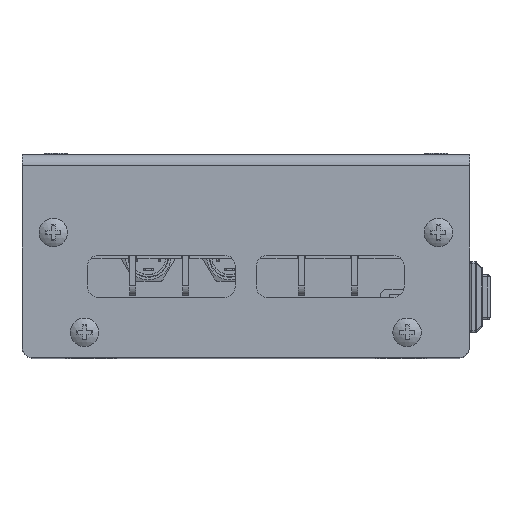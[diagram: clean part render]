
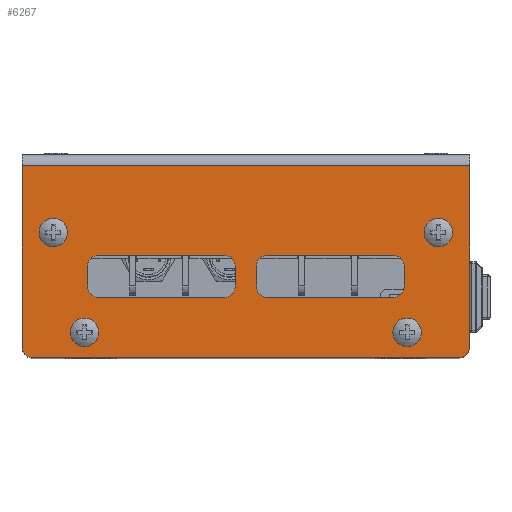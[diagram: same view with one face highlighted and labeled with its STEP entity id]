
A CAD part, top view. The second image highlights one B-rep face of the part: STEP entity #6267.
In plain terms, the highlighted planar face has unit normal (0, 0, 1).
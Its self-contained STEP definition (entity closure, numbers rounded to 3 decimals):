
#6175 = EDGE_CURVE('',#6176,#6178,#6180,.T.);
#6176 = VERTEX_POINT('',#6177);
#6177 = CARTESIAN_POINT('',(-44.,37.7,54.));
#6178 = VERTEX_POINT('',#6179);
#6179 = CARTESIAN_POINT('',(44.,37.7,54.));
#6180 = LINE('',#6181,#6182);
#6181 = CARTESIAN_POINT('',(-44.,37.7,54.));
#6182 = VECTOR('',#6183,1.);
#6183 = DIRECTION('',(1.,0.,0.));
#6240 = EDGE_CURVE('',#6241,#6176,#6243,.T.);
#6241 = VERTEX_POINT('',#6242);
#6242 = CARTESIAN_POINT('',(-44.,2.3,54.));
#6243 = LINE('',#6244,#6245);
#6244 = CARTESIAN_POINT('',(-44.,2.3,54.));
#6245 = VECTOR('',#6246,1.);
#6246 = DIRECTION('',(0.,1.,0.));
#6267 = ADVANCED_FACE('',(#6268,#6304,#6374,#6444,#6464,#6484,#6504),
  #6524,.T.);
#6268 = FACE_BOUND('',#6269,.F.);
#6269 = EDGE_LOOP('',(#6270,#6279,#6280,#6281,#6289,#6298));
#6270 = ORIENTED_EDGE('',*,*,#6271,.F.);
#6271 = EDGE_CURVE('',#6241,#6272,#6274,.T.);
#6272 = VERTEX_POINT('',#6273);
#6273 = CARTESIAN_POINT('',(-41.7,0.,54.));
#6274 = CIRCLE('',#6275,2.3);
#6275 = AXIS2_PLACEMENT_3D('',#6276,#6277,#6278);
#6276 = CARTESIAN_POINT('',(-41.7,2.3,54.));
#6277 = DIRECTION('',(0.,0.,1.));
#6278 = DIRECTION('',(-1.,0.,0.));
#6279 = ORIENTED_EDGE('',*,*,#6240,.T.);
#6280 = ORIENTED_EDGE('',*,*,#6175,.T.);
#6281 = ORIENTED_EDGE('',*,*,#6282,.F.);
#6282 = EDGE_CURVE('',#6283,#6178,#6285,.T.);
#6283 = VERTEX_POINT('',#6284);
#6284 = CARTESIAN_POINT('',(44.,2.3,54.));
#6285 = LINE('',#6286,#6287);
#6286 = CARTESIAN_POINT('',(44.,2.3,54.));
#6287 = VECTOR('',#6288,1.);
#6288 = DIRECTION('',(0.,1.,0.));
#6289 = ORIENTED_EDGE('',*,*,#6290,.F.);
#6290 = EDGE_CURVE('',#6291,#6283,#6293,.T.);
#6291 = VERTEX_POINT('',#6292);
#6292 = CARTESIAN_POINT('',(41.7,0.,54.));
#6293 = CIRCLE('',#6294,2.3);
#6294 = AXIS2_PLACEMENT_3D('',#6295,#6296,#6297);
#6295 = CARTESIAN_POINT('',(41.7,2.3,54.));
#6296 = DIRECTION('',(-0.,0.,1.));
#6297 = DIRECTION('',(0.,-1.,0.));
#6298 = ORIENTED_EDGE('',*,*,#6299,.T.);
#6299 = EDGE_CURVE('',#6291,#6272,#6300,.T.);
#6300 = LINE('',#6301,#6302);
#6301 = CARTESIAN_POINT('',(41.7,0.,54.));
#6302 = VECTOR('',#6303,1.);
#6303 = DIRECTION('',(-1.,0.,0.));
#6304 = FACE_BOUND('',#6305,.F.);
#6305 = EDGE_LOOP('',(#6306,#6316,#6325,#6333,#6342,#6350,#6359,#6367));
#6306 = ORIENTED_EDGE('',*,*,#6307,.T.);
#6307 = EDGE_CURVE('',#6308,#6310,#6312,.T.);
#6308 = VERTEX_POINT('',#6309);
#6309 = CARTESIAN_POINT('',(-4.1,20.1,54.));
#6310 = VERTEX_POINT('',#6311);
#6311 = CARTESIAN_POINT('',(-29.1,20.1,54.));
#6312 = LINE('',#6313,#6314);
#6313 = CARTESIAN_POINT('',(-4.1,20.1,54.));
#6314 = VECTOR('',#6315,1.);
#6315 = DIRECTION('',(-1.,0.,0.));
#6316 = ORIENTED_EDGE('',*,*,#6317,.F.);
#6317 = EDGE_CURVE('',#6318,#6310,#6320,.T.);
#6318 = VERTEX_POINT('',#6319);
#6319 = CARTESIAN_POINT('',(-31.1,18.1,54.));
#6320 = CIRCLE('',#6321,2.);
#6321 = AXIS2_PLACEMENT_3D('',#6322,#6323,#6324);
#6322 = CARTESIAN_POINT('',(-29.1,18.1,54.));
#6323 = DIRECTION('',(0.,0.,-1.));
#6324 = DIRECTION('',(-1.,0.,0.));
#6325 = ORIENTED_EDGE('',*,*,#6326,.T.);
#6326 = EDGE_CURVE('',#6318,#6327,#6329,.T.);
#6327 = VERTEX_POINT('',#6328);
#6328 = CARTESIAN_POINT('',(-31.1,13.9,54.));
#6329 = LINE('',#6330,#6331);
#6330 = CARTESIAN_POINT('',(-31.1,18.1,54.));
#6331 = VECTOR('',#6332,1.);
#6332 = DIRECTION('',(0.,-1.,0.));
#6333 = ORIENTED_EDGE('',*,*,#6334,.F.);
#6334 = EDGE_CURVE('',#6335,#6327,#6337,.T.);
#6335 = VERTEX_POINT('',#6336);
#6336 = CARTESIAN_POINT('',(-29.1,11.9,54.));
#6337 = CIRCLE('',#6338,2.);
#6338 = AXIS2_PLACEMENT_3D('',#6339,#6340,#6341);
#6339 = CARTESIAN_POINT('',(-29.1,13.9,54.));
#6340 = DIRECTION('',(0.,0.,-1.));
#6341 = DIRECTION('',(0.,-1.,0.));
#6342 = ORIENTED_EDGE('',*,*,#6343,.T.);
#6343 = EDGE_CURVE('',#6335,#6344,#6346,.T.);
#6344 = VERTEX_POINT('',#6345);
#6345 = CARTESIAN_POINT('',(-4.1,11.9,54.));
#6346 = LINE('',#6347,#6348);
#6347 = CARTESIAN_POINT('',(-29.1,11.9,54.));
#6348 = VECTOR('',#6349,1.);
#6349 = DIRECTION('',(1.,0.,0.));
#6350 = ORIENTED_EDGE('',*,*,#6351,.F.);
#6351 = EDGE_CURVE('',#6352,#6344,#6354,.T.);
#6352 = VERTEX_POINT('',#6353);
#6353 = CARTESIAN_POINT('',(-2.1,13.9,54.));
#6354 = CIRCLE('',#6355,2.);
#6355 = AXIS2_PLACEMENT_3D('',#6356,#6357,#6358);
#6356 = CARTESIAN_POINT('',(-4.1,13.9,54.));
#6357 = DIRECTION('',(0.,0.,-1.));
#6358 = DIRECTION('',(1.,0.,0.));
#6359 = ORIENTED_EDGE('',*,*,#6360,.T.);
#6360 = EDGE_CURVE('',#6352,#6361,#6363,.T.);
#6361 = VERTEX_POINT('',#6362);
#6362 = CARTESIAN_POINT('',(-2.1,18.1,54.));
#6363 = LINE('',#6364,#6365);
#6364 = CARTESIAN_POINT('',(-2.1,13.9,54.));
#6365 = VECTOR('',#6366,1.);
#6366 = DIRECTION('',(0.,1.,0.));
#6367 = ORIENTED_EDGE('',*,*,#6368,.F.);
#6368 = EDGE_CURVE('',#6308,#6361,#6369,.T.);
#6369 = CIRCLE('',#6370,2.);
#6370 = AXIS2_PLACEMENT_3D('',#6371,#6372,#6373);
#6371 = CARTESIAN_POINT('',(-4.1,18.1,54.));
#6372 = DIRECTION('',(0.,0.,-1.));
#6373 = DIRECTION('',(0.,1.,0.));
#6374 = FACE_BOUND('',#6375,.F.);
#6375 = EDGE_LOOP('',(#6376,#6386,#6395,#6403,#6412,#6420,#6429,#6437));
#6376 = ORIENTED_EDGE('',*,*,#6377,.T.);
#6377 = EDGE_CURVE('',#6378,#6380,#6382,.T.);
#6378 = VERTEX_POINT('',#6379);
#6379 = CARTESIAN_POINT('',(31.1,13.9,54.));
#6380 = VERTEX_POINT('',#6381);
#6381 = CARTESIAN_POINT('',(31.1,18.1,54.));
#6382 = LINE('',#6383,#6384);
#6383 = CARTESIAN_POINT('',(31.1,13.9,54.));
#6384 = VECTOR('',#6385,1.);
#6385 = DIRECTION('',(0.,1.,0.));
#6386 = ORIENTED_EDGE('',*,*,#6387,.F.);
#6387 = EDGE_CURVE('',#6388,#6380,#6390,.T.);
#6388 = VERTEX_POINT('',#6389);
#6389 = CARTESIAN_POINT('',(29.1,20.1,54.));
#6390 = CIRCLE('',#6391,2.);
#6391 = AXIS2_PLACEMENT_3D('',#6392,#6393,#6394);
#6392 = CARTESIAN_POINT('',(29.1,18.1,54.));
#6393 = DIRECTION('',(0.,0.,-1.));
#6394 = DIRECTION('',(0.,1.,0.));
#6395 = ORIENTED_EDGE('',*,*,#6396,.T.);
#6396 = EDGE_CURVE('',#6388,#6397,#6399,.T.);
#6397 = VERTEX_POINT('',#6398);
#6398 = CARTESIAN_POINT('',(4.1,20.1,54.));
#6399 = LINE('',#6400,#6401);
#6400 = CARTESIAN_POINT('',(29.1,20.1,54.));
#6401 = VECTOR('',#6402,1.);
#6402 = DIRECTION('',(-1.,0.,0.));
#6403 = ORIENTED_EDGE('',*,*,#6404,.F.);
#6404 = EDGE_CURVE('',#6405,#6397,#6407,.T.);
#6405 = VERTEX_POINT('',#6406);
#6406 = CARTESIAN_POINT('',(2.1,18.1,54.));
#6407 = CIRCLE('',#6408,2.);
#6408 = AXIS2_PLACEMENT_3D('',#6409,#6410,#6411);
#6409 = CARTESIAN_POINT('',(4.1,18.1,54.));
#6410 = DIRECTION('',(0.,0.,-1.));
#6411 = DIRECTION('',(-1.,0.,0.));
#6412 = ORIENTED_EDGE('',*,*,#6413,.T.);
#6413 = EDGE_CURVE('',#6405,#6414,#6416,.T.);
#6414 = VERTEX_POINT('',#6415);
#6415 = CARTESIAN_POINT('',(2.1,13.9,54.));
#6416 = LINE('',#6417,#6418);
#6417 = CARTESIAN_POINT('',(2.1,18.1,54.));
#6418 = VECTOR('',#6419,1.);
#6419 = DIRECTION('',(0.,-1.,0.));
#6420 = ORIENTED_EDGE('',*,*,#6421,.F.);
#6421 = EDGE_CURVE('',#6422,#6414,#6424,.T.);
#6422 = VERTEX_POINT('',#6423);
#6423 = CARTESIAN_POINT('',(4.1,11.9,54.));
#6424 = CIRCLE('',#6425,2.);
#6425 = AXIS2_PLACEMENT_3D('',#6426,#6427,#6428);
#6426 = CARTESIAN_POINT('',(4.1,13.9,54.));
#6427 = DIRECTION('',(0.,0.,-1.));
#6428 = DIRECTION('',(0.,-1.,0.));
#6429 = ORIENTED_EDGE('',*,*,#6430,.T.);
#6430 = EDGE_CURVE('',#6422,#6431,#6433,.T.);
#6431 = VERTEX_POINT('',#6432);
#6432 = CARTESIAN_POINT('',(29.1,11.9,54.));
#6433 = LINE('',#6434,#6435);
#6434 = CARTESIAN_POINT('',(4.1,11.9,54.));
#6435 = VECTOR('',#6436,1.);
#6436 = DIRECTION('',(1.,0.,0.));
#6437 = ORIENTED_EDGE('',*,*,#6438,.F.);
#6438 = EDGE_CURVE('',#6378,#6431,#6439,.T.);
#6439 = CIRCLE('',#6440,2.);
#6440 = AXIS2_PLACEMENT_3D('',#6441,#6442,#6443);
#6441 = CARTESIAN_POINT('',(29.1,13.9,54.));
#6442 = DIRECTION('',(0.,0.,-1.));
#6443 = DIRECTION('',(1.,0.,0.));
#6444 = FACE_BOUND('',#6445,.F.);
#6445 = EDGE_LOOP('',(#6446,#6457));
#6446 = ORIENTED_EDGE('',*,*,#6447,.T.);
#6447 = EDGE_CURVE('',#6448,#6450,#6452,.T.);
#6448 = VERTEX_POINT('',#6449);
#6449 = CARTESIAN_POINT('',(-39.85,24.6,54.));
#6450 = VERTEX_POINT('',#6451);
#6451 = CARTESIAN_POINT('',(-35.85,24.6,54.));
#6452 = CIRCLE('',#6453,2.);
#6453 = AXIS2_PLACEMENT_3D('',#6454,#6455,#6456);
#6454 = CARTESIAN_POINT('',(-37.85,24.6,54.));
#6455 = DIRECTION('',(0.,0.,1.));
#6456 = DIRECTION('',(-1.,0.,0.));
#6457 = ORIENTED_EDGE('',*,*,#6458,.T.);
#6458 = EDGE_CURVE('',#6450,#6448,#6459,.T.);
#6459 = CIRCLE('',#6460,2.);
#6460 = AXIS2_PLACEMENT_3D('',#6461,#6462,#6463);
#6461 = CARTESIAN_POINT('',(-37.85,24.6,54.));
#6462 = DIRECTION('',(0.,0.,1.));
#6463 = DIRECTION('',(1.,0.,0.));
#6464 = FACE_BOUND('',#6465,.F.);
#6465 = EDGE_LOOP('',(#6466,#6477));
#6466 = ORIENTED_EDGE('',*,*,#6467,.T.);
#6467 = EDGE_CURVE('',#6468,#6470,#6472,.T.);
#6468 = VERTEX_POINT('',#6469);
#6469 = CARTESIAN_POINT('',(-33.8,5.,54.));
#6470 = VERTEX_POINT('',#6471);
#6471 = CARTESIAN_POINT('',(-29.6,5.,54.));
#6472 = CIRCLE('',#6473,2.1);
#6473 = AXIS2_PLACEMENT_3D('',#6474,#6475,#6476);
#6474 = CARTESIAN_POINT('',(-31.7,5.,54.));
#6475 = DIRECTION('',(0.,0.,1.));
#6476 = DIRECTION('',(-1.,0.,0.));
#6477 = ORIENTED_EDGE('',*,*,#6478,.T.);
#6478 = EDGE_CURVE('',#6470,#6468,#6479,.T.);
#6479 = CIRCLE('',#6480,2.1);
#6480 = AXIS2_PLACEMENT_3D('',#6481,#6482,#6483);
#6481 = CARTESIAN_POINT('',(-31.7,5.,54.));
#6482 = DIRECTION('',(0.,0.,1.));
#6483 = DIRECTION('',(1.,0.,0.));
#6484 = FACE_BOUND('',#6485,.F.);
#6485 = EDGE_LOOP('',(#6486,#6497));
#6486 = ORIENTED_EDGE('',*,*,#6487,.T.);
#6487 = EDGE_CURVE('',#6488,#6490,#6492,.T.);
#6488 = VERTEX_POINT('',#6489);
#6489 = CARTESIAN_POINT('',(29.6,5.,54.));
#6490 = VERTEX_POINT('',#6491);
#6491 = CARTESIAN_POINT('',(33.8,5.,54.));
#6492 = CIRCLE('',#6493,2.1);
#6493 = AXIS2_PLACEMENT_3D('',#6494,#6495,#6496);
#6494 = CARTESIAN_POINT('',(31.7,5.,54.));
#6495 = DIRECTION('',(0.,0.,1.));
#6496 = DIRECTION('',(-1.,0.,0.));
#6497 = ORIENTED_EDGE('',*,*,#6498,.T.);
#6498 = EDGE_CURVE('',#6490,#6488,#6499,.T.);
#6499 = CIRCLE('',#6500,2.1);
#6500 = AXIS2_PLACEMENT_3D('',#6501,#6502,#6503);
#6501 = CARTESIAN_POINT('',(31.7,5.,54.));
#6502 = DIRECTION('',(0.,0.,1.));
#6503 = DIRECTION('',(1.,0.,0.));
#6504 = FACE_BOUND('',#6505,.F.);
#6505 = EDGE_LOOP('',(#6506,#6517));
#6506 = ORIENTED_EDGE('',*,*,#6507,.T.);
#6507 = EDGE_CURVE('',#6508,#6510,#6512,.T.);
#6508 = VERTEX_POINT('',#6509);
#6509 = CARTESIAN_POINT('',(35.85,24.6,54.));
#6510 = VERTEX_POINT('',#6511);
#6511 = CARTESIAN_POINT('',(39.85,24.6,54.));
#6512 = CIRCLE('',#6513,2.);
#6513 = AXIS2_PLACEMENT_3D('',#6514,#6515,#6516);
#6514 = CARTESIAN_POINT('',(37.85,24.6,54.));
#6515 = DIRECTION('',(0.,0.,1.));
#6516 = DIRECTION('',(-1.,0.,0.));
#6517 = ORIENTED_EDGE('',*,*,#6518,.T.);
#6518 = EDGE_CURVE('',#6510,#6508,#6519,.T.);
#6519 = CIRCLE('',#6520,2.);
#6520 = AXIS2_PLACEMENT_3D('',#6521,#6522,#6523);
#6521 = CARTESIAN_POINT('',(37.85,24.6,54.));
#6522 = DIRECTION('',(0.,0.,1.));
#6523 = DIRECTION('',(1.,0.,0.));
#6524 = PLANE('',#6525);
#6525 = AXIS2_PLACEMENT_3D('',#6526,#6527,#6528);
#6526 = CARTESIAN_POINT('',(-44.,37.7,54.));
#6527 = DIRECTION('',(0.,0.,1.));
#6528 = DIRECTION('',(1.,0.,0.));
